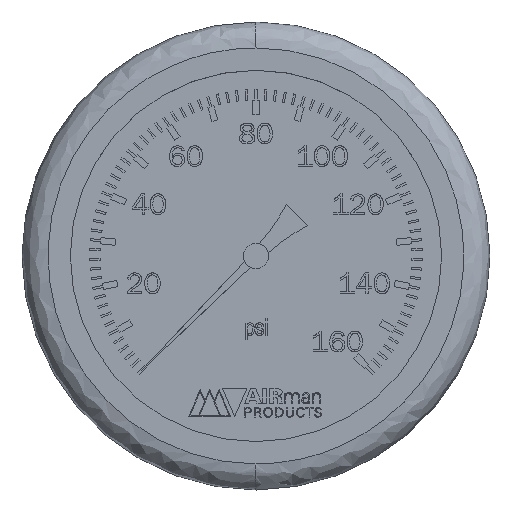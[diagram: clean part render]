
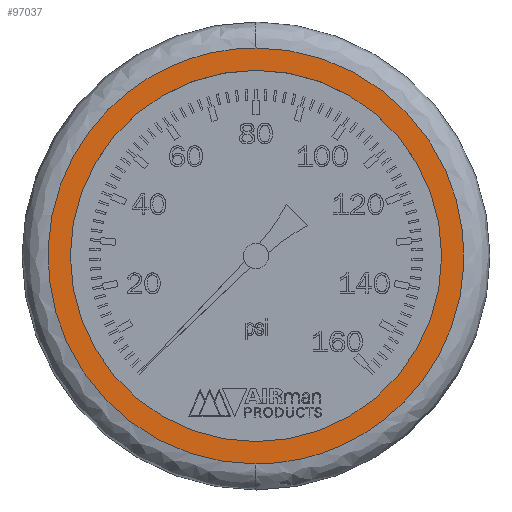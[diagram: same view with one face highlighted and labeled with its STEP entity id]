
A CAD part, top view. The second image highlights one B-rep face of the part: STEP entity #97037.
In plain terms, the highlighted planar face has unit normal (0, 0, 1).
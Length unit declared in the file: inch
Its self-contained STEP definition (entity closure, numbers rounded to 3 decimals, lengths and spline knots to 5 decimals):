
#3977 = CARTESIAN_POINT ( 'NONE',  ( -0.8925, 0., 0. ) ) ;
#4007 = CARTESIAN_POINT ( 'NONE',  ( 0., -1., 0. ) ) ;
#15306 = ORIENTED_EDGE ( 'NONE', *, *, #23359, .F. ) ;
#17068 = CARTESIAN_POINT ( 'NONE',  ( 0., 0., 0. ) ) ;
#19982 = CARTESIAN_POINT ( 'NONE',  ( -1.012, -1.012, 0. ) ) ;
#23359 = EDGE_CURVE ( 'NONE', #96522, #65399, #100664, .T. ) ;
#23393 = VERTEX_POINT ( 'NONE', #135371 ) ;
#27462 = DIRECTION ( 'NONE',  ( 1., 0., 0. ) ) ;
#29678 = DIRECTION ( 'NONE',  ( 0., 0., 1. ) ) ;
#36885 = ORIENTED_EDGE ( 'NONE', *, *, #113203, .F. ) ;
#37094 =( BOUNDED_CURVE ( )  B_SPLINE_CURVE ( 3, ( #84694, #144880, #62577, #74135 ),
 .UNSPECIFIED., .F., .F. ) 
 B_SPLINE_CURVE_WITH_KNOTS ( ( 4, 4 ),
 ( 0., 1. ),
 .UNSPECIFIED. ) 
 CURVE ( )  GEOMETRIC_REPRESENTATION_ITEM ( )  RATIONAL_B_SPLINE_CURVE ( ( 0.957, 0.319, 0.319, 0.957 ) ) 
 REPRESENTATION_ITEM ( '' )  );
#40273 = FACE_BOUND ( 'NONE', #112804, .T. ) ;
#41605 = CARTESIAN_POINT ( 'NONE',  ( 0., -1., 0. ) ) ;
#43206 = EDGE_LOOP ( 'NONE', ( #53408, #123747 ) ) ;
#53408 = ORIENTED_EDGE ( 'NONE', *, *, #94753, .F. ) ;
#54545 = PLANE ( 'NONE',  #68404 ) ;
#61633 = CIRCLE ( 'NONE', #110785, 0.8925 ) ;
#62577 = CARTESIAN_POINT ( 'NONE',  ( 2., -1., 0. ) ) ;
#63741 = CARTESIAN_POINT ( 'NONE',  ( 0., 1., 0. ) ) ;
#65399 = VERTEX_POINT ( 'NONE', #92956 ) ;
#68404 = AXIS2_PLACEMENT_3D ( 'NONE', #19982, #151501, #91815 ) ;
#74135 = CARTESIAN_POINT ( 'NONE',  ( 0., -1., 0. ) ) ;
#75121 = CARTESIAN_POINT ( 'NONE',  ( 0., 0., 0. ) ) ;
#77366 = DIRECTION ( 'NONE',  ( 1., 0., 0. ) ) ;
#84694 = CARTESIAN_POINT ( 'NONE',  ( 0., 1., 0. ) ) ;
#88500 = CARTESIAN_POINT ( 'NONE',  ( -2., -1., 0. ) ) ;
#91815 = DIRECTION ( 'NONE',  ( 0., 1., 0. ) ) ;
#92956 = CARTESIAN_POINT ( 'NONE',  ( 0.8925, 0., 0. ) ) ;
#94753 = EDGE_CURVE ( 'NONE', #23393, #100205, #37094, .T. ) ;
#96522 = VERTEX_POINT ( 'NONE', #3977 ) ;
#97037 = ADVANCED_FACE ( 'NONE', ( #40273, #113477 ), #54545, .F. ) ;
#97589 = EDGE_CURVE ( 'NONE', #100205, #23393, #102524, .T. ) ;
#100205 = VERTEX_POINT ( 'NONE', #41605 ) ;
#100664 = CIRCLE ( 'NONE', #113850, 0.8925 ) ;
#102524 =( BOUNDED_CURVE ( )  B_SPLINE_CURVE ( 3, ( #4007, #88500, #134541, #63741 ),
 .UNSPECIFIED., .F., .F. ) 
 B_SPLINE_CURVE_WITH_KNOTS ( ( 4, 4 ),
 ( 0., 1. ),
 .UNSPECIFIED. ) 
 CURVE ( )  GEOMETRIC_REPRESENTATION_ITEM ( )  RATIONAL_B_SPLINE_CURVE ( ( 0.957, 0.319, 0.319, 0.957 ) ) 
 REPRESENTATION_ITEM ( '' )  );
#109280 = DIRECTION ( 'NONE',  ( 0., 0., 1. ) ) ;
#110785 = AXIS2_PLACEMENT_3D ( 'NONE', #17068, #29678, #77366 ) ;
#112804 = EDGE_LOOP ( 'NONE', ( #36885, #15306 ) ) ;
#113203 = EDGE_CURVE ( 'NONE', #65399, #96522, #61633, .T. ) ;
#113477 = FACE_OUTER_BOUND ( 'NONE', #43206, .T. ) ;
#113850 = AXIS2_PLACEMENT_3D ( 'NONE', #75121, #109280, #27462 ) ;
#123747 = ORIENTED_EDGE ( 'NONE', *, *, #97589, .F. ) ;
#134541 = CARTESIAN_POINT ( 'NONE',  ( -2., 1., 0. ) ) ;
#135371 = CARTESIAN_POINT ( 'NONE',  ( 0., 1., 0. ) ) ;
#144880 = CARTESIAN_POINT ( 'NONE',  ( 2., 1., 0. ) ) ;
#151501 = DIRECTION ( 'NONE',  ( 0., 0., -1. ) ) ;
